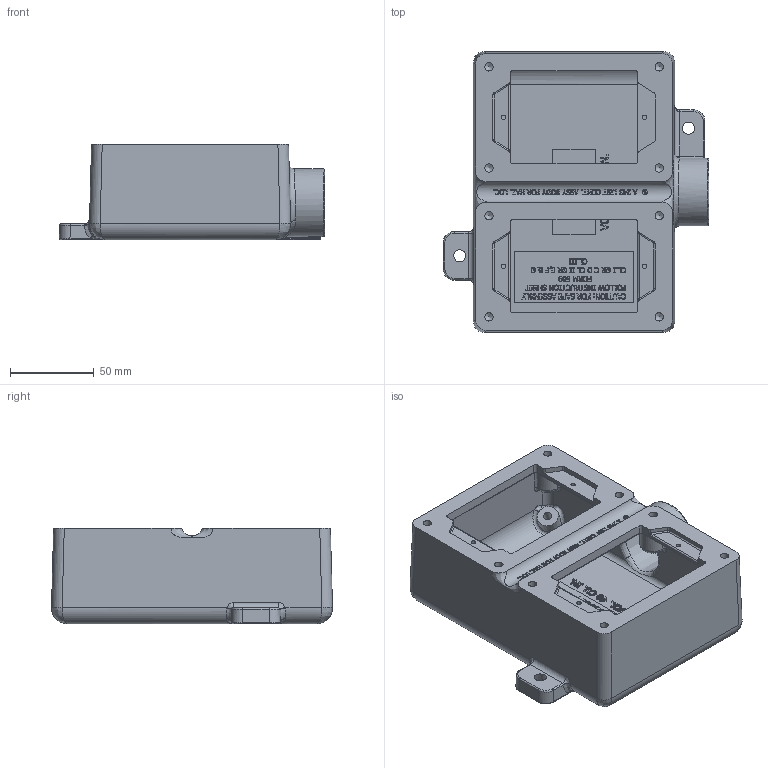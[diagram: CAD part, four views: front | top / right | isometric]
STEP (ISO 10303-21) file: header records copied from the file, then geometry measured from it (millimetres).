
FILE_DESCRIPTION(/* description */ ('SWB-9 ELECTROLET'),/* implementation_level */ '2;1');
FILE_NAME(/* name */ 'KIL_SWB-9.stp',/* time_stamp */ '2017-04-26T07:22:17+06:00',/* author */ ('ypadmaraja'),/* organization */ (''),/* preprocessor_version */ 'ST-DEVELOPER v16.1',/* originating_system */ 'Autodesk Inventor 2016',/* authorisation */ '');
FILE_SCHEMA (('AUTOMOTIVE_DESIGN { 1 0 10303 214 3 1 1 }'));
Products named in the file (1): SWB-9
Bounding box: 158.36 x 167.66 x 57.15 mm (x, y, z)
Volume: 383666.9 mm3; surface area: 119935.6 mm2
Topology: 1 solids, 1 shells, 2426 faces, 6484 edges, 4235 vertices
Faces by surface type: plane 1261, bspline 919, cylinder 185, torus 27, sphere 18, cone 16
Full cylindrical faces by diameter (mm): 0.295 x1, 0.352 x1, 2.642 x4, 3.175 x1, 4.978 x10, 40.481 x1
Entity records: 84985 total; most frequent: CARTESIAN_POINT 30301, ORIENTED_EDGE 12832, DIRECTION 8379, EDGE_CURVE 6416, VERTEX_POINT 4219, LINE 3967, VECTOR 3967, EDGE_LOOP 2669
